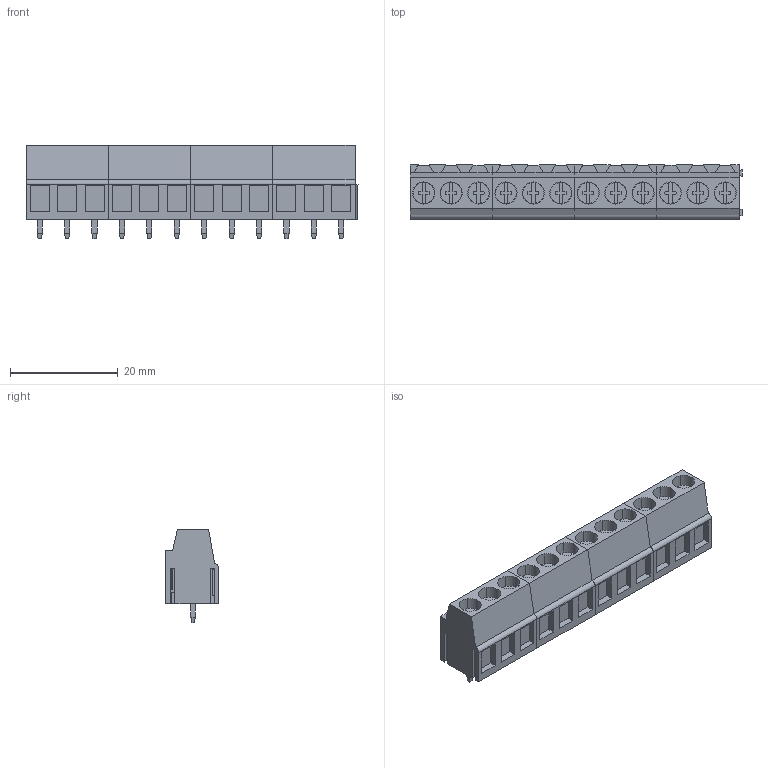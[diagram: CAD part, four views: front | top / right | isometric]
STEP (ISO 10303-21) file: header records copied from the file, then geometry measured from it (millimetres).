
FILE_DESCRIPTION(('CATIA V5 STEP','CAx-IF Rec.Pracs.--- Model Styling and Organization---1.4--- 2014-01-23'),'2;1');
FILE_NAME ('D1465122_1_9994000000_9994000000.stp','2024-02-19T08:36:52+00:00',('none'),('Weidmueller'),'CATIA Version 5-6 Release 2016 SP3 HF44','CATIA V5 STEP AP214','none');
FILE_SCHEMA(('AUTOMOTIVE_DESIGN { 1 0 10303 214 1 1 1 1 }'));
Length unit declared in the file: millimetre
Products named in the file (1): 9994000000_stp
Bounding box: 61.51 x 10 x 17.3 mm (x, y, z)
Volume: 5881.6 mm3; surface area: 6996.8 mm2
Topology: 28 solids, 28 shells, 1272 faces, 3408 edges, 2256 vertices
Faces by surface type: plane 1020, cylinder 252
Entity records: 40705 total; most frequent: CARTESIAN_POINT 8053, ORIENTED_EDGE 6816, DIRECTION 5712, EDGE_CURVE 3408, VECTOR 2736, LINE 2736, VERTEX_POINT 2256, AXIS2_PLACEMENT_3D 1705
